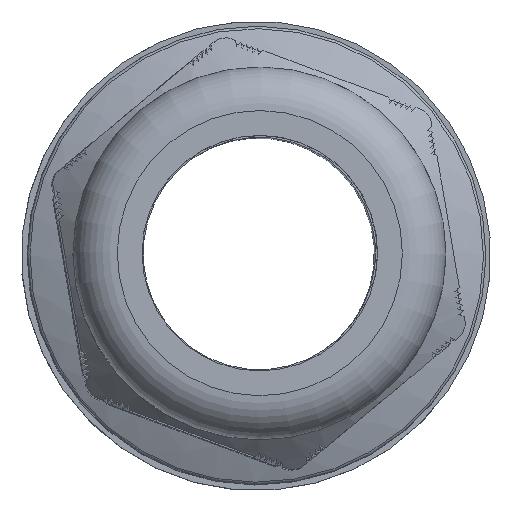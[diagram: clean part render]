
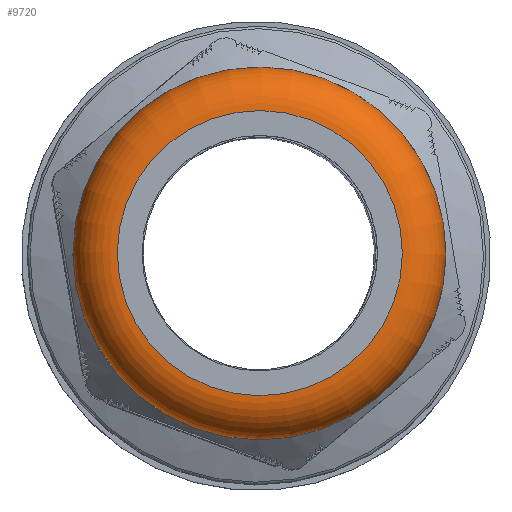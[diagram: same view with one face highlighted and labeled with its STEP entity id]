
A CAD part, left-side view. The second image highlights one B-rep face of the part: STEP entity #9720.
In plain terms, the highlighted toroidal (fillet/blend) face has major radius 17.1 mm and minor radius 5.25 mm.
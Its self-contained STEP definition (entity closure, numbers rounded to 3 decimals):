
#2398=FACE_BOUND('',#3362,.T.);
#2796=FACE_OUTER_BOUND('',#3361,.T.);
#3361=EDGE_LOOP('',(#8453));
#3362=EDGE_LOOP('',(#8454));
#3859=CIRCLE('',#10611,17.1);
#3860=CIRCLE('',#10613,22.35);
#4662=VERTEX_POINT('',#22058);
#4663=VERTEX_POINT('',#22061);
#5975=EDGE_CURVE('',#4662,#4662,#3859,.T.);
#5976=EDGE_CURVE('',#4663,#4663,#3860,.T.);
#8453=ORIENTED_EDGE('',*,*,#5976,.F.);
#8454=ORIENTED_EDGE('',*,*,#5975,.T.);
#9349=TOROIDAL_SURFACE('',#10612,17.1,5.25);
#9720=ADVANCED_FACE('',(#2796,#2398),#9349,.T.);
#10611=AXIS2_PLACEMENT_3D('',#22059,#12743,#12744);
#10612=AXIS2_PLACEMENT_3D('',#22060,#12745,#12746);
#10613=AXIS2_PLACEMENT_3D('',#22062,#12747,#12748);
#12743=DIRECTION('center_axis',(1.,0.,0.));
#12744=DIRECTION('ref_axis',(0.,0.,-1.));
#12745=DIRECTION('center_axis',(1.,0.,0.));
#12746=DIRECTION('ref_axis',(0.,0.,-1.));
#12747=DIRECTION('center_axis',(1.,0.,0.));
#12748=DIRECTION('ref_axis',(0.,0.,-1.));
#22058=CARTESIAN_POINT('',(-29.,17.1,0.));
#22059=CARTESIAN_POINT('Origin',(-29.,0.,0.));
#22060=CARTESIAN_POINT('Origin',(-23.75,0.,0.));
#22061=CARTESIAN_POINT('',(-23.75,22.35,0.));
#22062=CARTESIAN_POINT('Origin',(-23.75,0.,0.));
